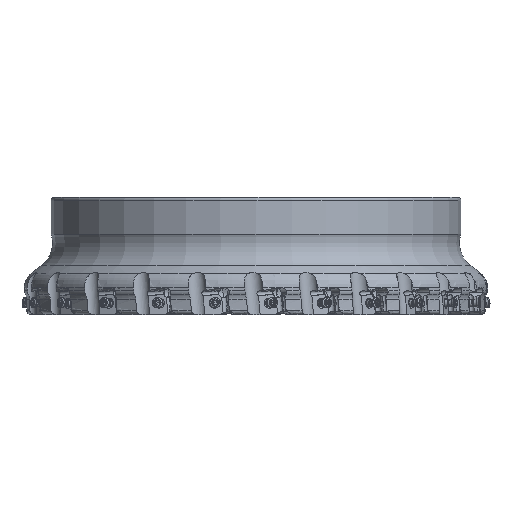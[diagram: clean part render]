
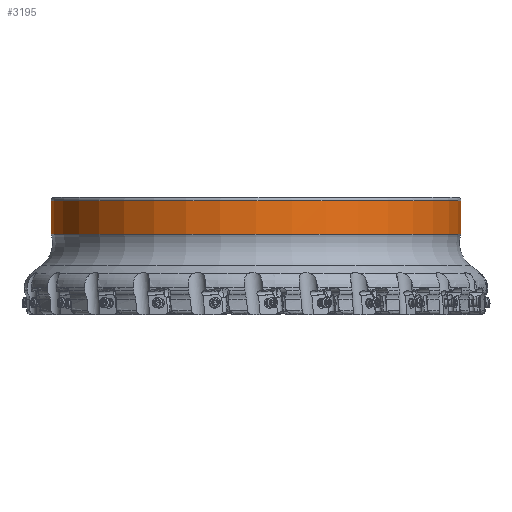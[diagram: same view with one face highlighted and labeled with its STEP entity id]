
A CAD part, front view. The second image highlights one B-rep face of the part: STEP entity #3195.
In plain terms, the highlighted cylindrical face has radius 110 mm (diameter 220 mm), a partial arc.
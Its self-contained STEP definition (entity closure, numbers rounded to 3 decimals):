
#3195=ADVANCED_FACE('',(#6040),#5174,.T.);
#5174=CYLINDRICAL_SURFACE('',#36417,110.);
#6040=FACE_OUTER_BOUND('',#7968,.T.);
#7968=EDGE_LOOP('',(#13526,#13527,#13528,#13529,#13530));
#10009=LINE('',#50822,#11765);
#10010=LINE('',#50826,#11766);
#11765=VECTOR('',#40735,1.);
#11766=VECTOR('',#40738,1.);
#13526=ORIENTED_EDGE('',*,*,#28278,.T.);
#13527=ORIENTED_EDGE('',*,*,#28275,.T.);
#13528=ORIENTED_EDGE('',*,*,#28279,.T.);
#13529=ORIENTED_EDGE('',*,*,#28280,.T.);
#13530=ORIENTED_EDGE('',*,*,#28277,.T.);
#24609=VERTEX_POINT('',#50818);
#24611=VERTEX_POINT('',#50821);
#24612=VERTEX_POINT('',#50823);
#24613=VERTEX_POINT('',#50825);
#24614=VERTEX_POINT('',#50830);
#28275=EDGE_CURVE('',#24612,#24611,#10009,.T.);
#28277=EDGE_CURVE('',#24609,#24613,#10010,.T.);
#28278=EDGE_CURVE('',#24613,#24612,#33820,.T.);
#28279=EDGE_CURVE('',#24611,#24614,#33821,.T.);
#28280=EDGE_CURVE('',#24614,#24609,#33822,.T.);
#33820=CIRCLE('',#36414,110.);
#33821=CIRCLE('',#36415,110.);
#33822=CIRCLE('',#36416,110.);
#36414=AXIS2_PLACEMENT_3D('',#50828,#40741,#40742);
#36415=AXIS2_PLACEMENT_3D('',#50829,#40743,#40744);
#36416=AXIS2_PLACEMENT_3D('',#50831,#40745,#40746);
#36417=AXIS2_PLACEMENT_3D('',#50832,#40747,#40748);
#40735=DIRECTION('',(0.,0.,1.));
#40738=DIRECTION('',(0.,0.,-1.));
#40741=DIRECTION('',(0.,0.,1.));
#40742=DIRECTION('',(-1.,0.,0.));
#40743=DIRECTION('',(0.,0.,-1.));
#40744=DIRECTION('',(1.,0.,0.));
#40745=DIRECTION('',(0.,0.,-1.));
#40746=DIRECTION('',(1.,0.,0.));
#40747=DIRECTION('',(0.,0.,-1.));
#40748=DIRECTION('',(-1.,0.,0.));
#50818=CARTESIAN_POINT('',(-110.,0.,-1.7));
#50821=CARTESIAN_POINT('',(110.,0.,-1.7));
#50822=CARTESIAN_POINT('',(110.,0.,-19.7));
#50823=CARTESIAN_POINT('',(110.,0.,-19.7));
#50825=CARTESIAN_POINT('',(-110.,0.,-19.7));
#50826=CARTESIAN_POINT('',(-110.,0.,-1.7));
#50828=CARTESIAN_POINT('',(0.,0.,-19.7));
#50829=CARTESIAN_POINT('',(0.,0.,-1.7));
#50830=CARTESIAN_POINT('',(110.,-0.022,-1.7));
#50831=CARTESIAN_POINT('',(0.,0.,-1.7));
#50832=CARTESIAN_POINT('',(0.,0.,-1.34));
